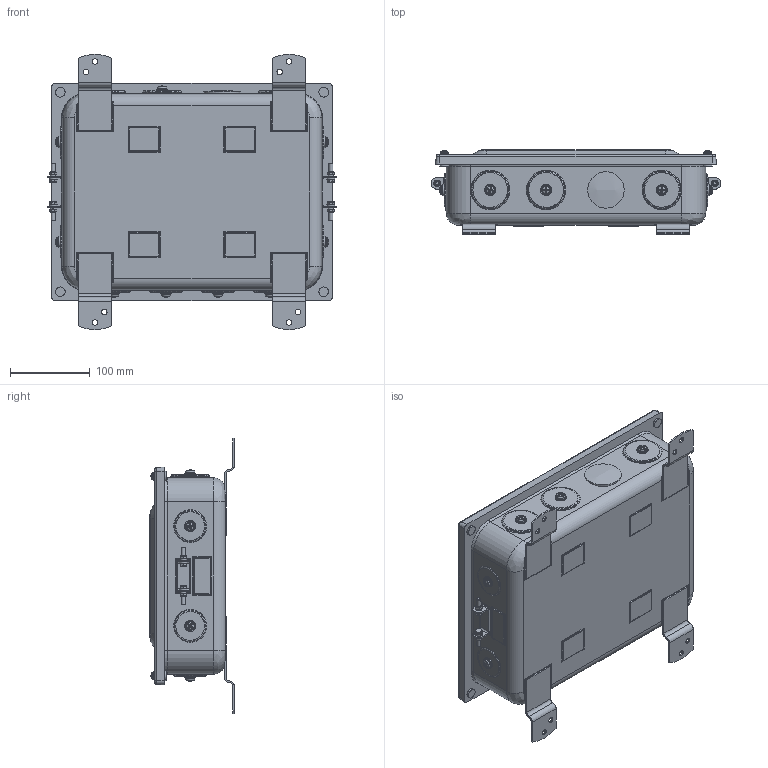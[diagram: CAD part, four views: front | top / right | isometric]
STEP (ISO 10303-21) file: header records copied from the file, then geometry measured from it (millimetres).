
FILE_DESCRIPTION(/* description */ (''),/* implementation_level */ '2;1');
FILE_NAME(/* name */ '',/* time_stamp */ '2025-07-23T11:39:59+07:00',/* author */ ('zeta-72'),/* organization */ (''),/* preprocessor_version */ 'ST-DEVELOPER v19.2',/* originating_system */ 'Autodesk Inventor 2024',/* authorisation */ '');
FILE_SCHEMA (('AUTOMOTIVE_DESIGN { 1 0 10303 214 3 1 1 }'));
Length unit declared in the file: millimetre
Products named in the file (1): ЗЭТА.030.382.000 СБ Коробка 
металлическая 345х2
66х107 IP65_Упростить_1
Bounding box: 363 x 105.5 x 344.62 mm (x, y, z)
Volume: 7405976.6 mm3; surface area: 328047.7 mm2
Topology: 1 solids, 1 shells, 956 faces, 2367 edges, 1496 vertices
Faces by surface type: plane 337, cone 231, cylinder 227, torus 117, bspline 28, sphere 16
Full cylindrical faces by diameter (mm): 5 x8, 6.7 x4, 7 x8, 10 x8, 12 x4, 14 x11, 36 x8, 44 x3, 45.6 x1
Entity records: 31849 total; most frequent: CARTESIAN_POINT 8801, ORIENTED_EDGE 4696, DIRECTION 4624, EDGE_CURVE 2348, AXIS2_PLACEMENT_3D 1923, VERTEX_POINT 1496, EDGE_LOOP 1082, STYLED_ITEM 957
